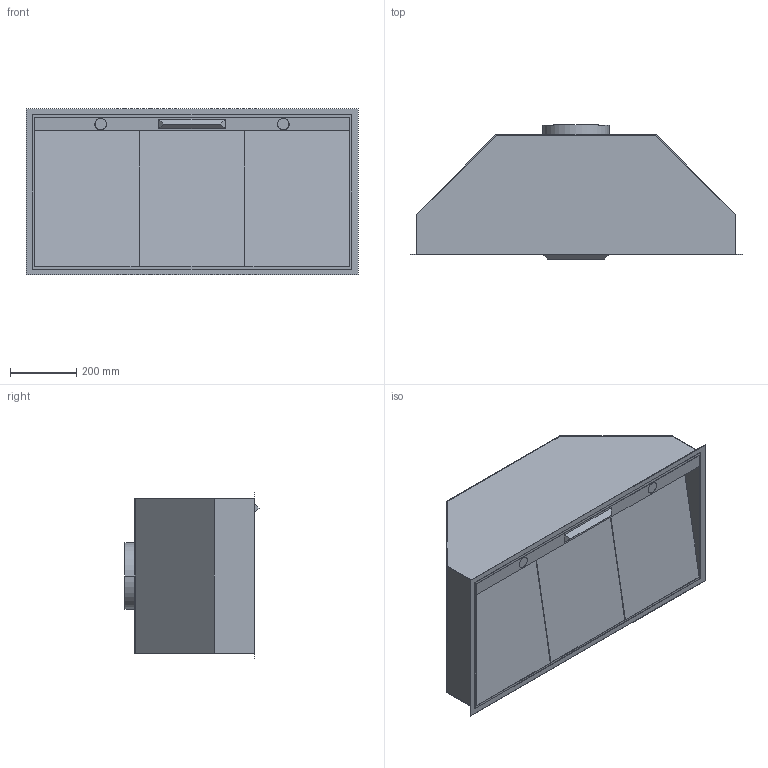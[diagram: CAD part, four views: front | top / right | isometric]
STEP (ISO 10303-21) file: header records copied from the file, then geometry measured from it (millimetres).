
FILE_DESCRIPTION((''),'2;1');
FILE_NAME('CLUM10','2021-02-12T',('seona'),(''),'CREO PARAMETRIC BY PTC INC, 2016260','CREO PARAMETRIC BY PTC INC, 2016260','');
FILE_SCHEMA(('CONFIG_CONTROL_DESIGN'));
Length unit declared in the file: millimetre
Products named in the file (1): CLUM10
Bounding box: 1000 x 403.89 x 500 mm (x, y, z)
Volume: 14740406.8 mm3; surface area: 3673766.6 mm2
Topology: 4 solids, 4 shells, 73 faces, 168 edges, 108 vertices
Faces by surface type: plane 61, cylinder 12
Entity records: 2074 total; most frequent: CARTESIAN_POINT 349, DIRECTION 338, ORIENTED_EDGE 336, EDGE_CURVE 168, VECTOR 144, LINE 144, VERTEX_POINT 108, AXIS2_PLACEMENT_3D 97
